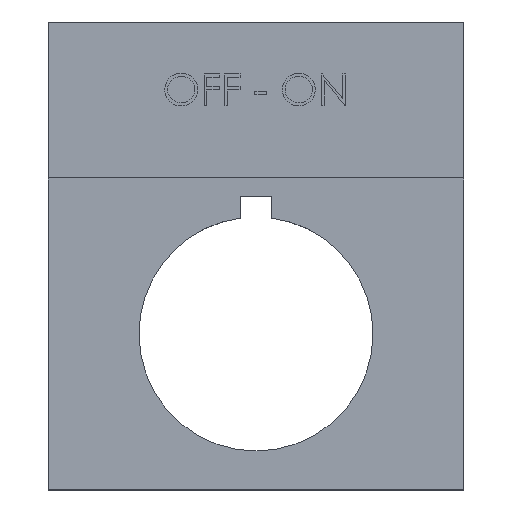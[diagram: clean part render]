
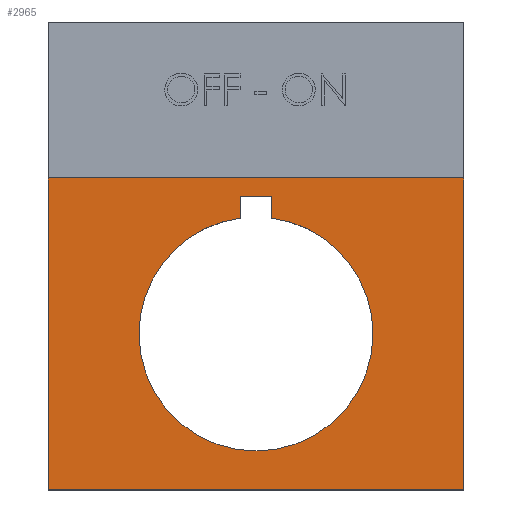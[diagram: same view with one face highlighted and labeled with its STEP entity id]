
A CAD part, top view. The second image highlights one B-rep face of the part: STEP entity #2965.
In plain terms, the highlighted planar face has unit normal (0, 0, 1).
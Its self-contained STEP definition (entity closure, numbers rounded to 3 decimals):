
#38 = PLANE ( 'NONE',  #4085 ) ;
#109 = DIRECTION ( 'NONE',  ( 1., 0., 0. ) ) ;
#138 = LINE ( 'NONE', #3504, #4290 ) ;
#292 = LINE ( 'NONE', #1544, #1849 ) ;
#312 = DIRECTION ( 'NONE',  ( 0., 0., 1. ) ) ;
#357 = AXIS2_PLACEMENT_3D ( 'NONE', #1585, #312, #4311 ) ;
#486 = VERTEX_POINT ( 'NONE', #1334 ) ;
#525 = AXIS2_PLACEMENT_3D ( 'NONE', #4241, #1522, #2224 ) ;
#535 = VERTEX_POINT ( 'NONE', #1767 ) ;
#561 = AXIS2_PLACEMENT_3D ( 'NONE', #2884, #3238, #3249 ) ;
#611 = VECTOR ( 'NONE', #109, 1000. ) ;
#640 = ORIENTED_EDGE ( 'NONE', *, *, #1161, .F. ) ;
#677 = VECTOR ( 'NONE', #3368, 1000. ) ;
#698 = VERTEX_POINT ( 'NONE', #2697 ) ;
#731 = CARTESIAN_POINT ( 'NONE',  ( 0., 0., 0.5 ) ) ;
#814 = ORIENTED_EDGE ( 'NONE', *, *, #2444, .F. ) ;
#840 = CARTESIAN_POINT ( 'NONE',  ( -20., 15., 0.5 ) ) ;
#926 = ORIENTED_EDGE ( 'NONE', *, *, #3907, .F. ) ;
#942 = FACE_OUTER_BOUND ( 'NONE', #2385, .T. ) ;
#971 = EDGE_LOOP ( 'NONE', ( #2814, #4048, #2228, #1529, #926, #2586 ) ) ;
#1098 = CARTESIAN_POINT ( 'NONE',  ( 1.5, 11.15, 0.5 ) ) ;
#1161 = EDGE_CURVE ( 'NONE', #698, #486, #2551, .T. ) ;
#1317 = VECTOR ( 'NONE', #3437, 1000. ) ;
#1334 = CARTESIAN_POINT ( 'NONE',  ( 20., -15., 0.5 ) ) ;
#1381 = LINE ( 'NONE', #1773, #1317 ) ;
#1522 = DIRECTION ( 'NONE',  ( 0., 0., 1. ) ) ;
#1529 = ORIENTED_EDGE ( 'NONE', *, *, #1979, .F. ) ;
#1530 = EDGE_CURVE ( 'NONE', #535, #486, #3104, .T. ) ;
#1544 = CARTESIAN_POINT ( 'NONE',  ( -20., 30., 0.5 ) ) ;
#1585 = CARTESIAN_POINT ( 'NONE',  ( 0., 0., 0.5 ) ) ;
#1617 = CARTESIAN_POINT ( 'NONE',  ( -20., 15., 0.5 ) ) ;
#1631 = VERTEX_POINT ( 'NONE', #1617 ) ;
#1757 = CARTESIAN_POINT ( 'NONE',  ( -20., -15., 0.5 ) ) ;
#1767 = CARTESIAN_POINT ( 'NONE',  ( -20., -15., 0.5 ) ) ;
#1773 = CARTESIAN_POINT ( 'NONE',  ( 1.5, 9.25, 0.5 ) ) ;
#1835 = VECTOR ( 'NONE', #3035, 1000. ) ;
#1849 = VECTOR ( 'NONE', #3906, 1000. ) ;
#1875 = CIRCLE ( 'NONE', #561, 11.25 ) ;
#1882 = CARTESIAN_POINT ( 'NONE',  ( -1.5, 11.15, 0.5 ) ) ;
#1979 = EDGE_CURVE ( 'NONE', #2898, #3150, #4101, .T. ) ;
#2078 = VERTEX_POINT ( 'NONE', #2658 ) ;
#2224 = DIRECTION ( 'NONE',  ( 1., 0., 0. ) ) ;
#2228 = ORIENTED_EDGE ( 'NONE', *, *, #2755, .F. ) ;
#2297 = EDGE_CURVE ( 'NONE', #1631, #535, #292, .T. ) ;
#2298 = CARTESIAN_POINT ( 'NONE',  ( -11.25, 0., 0.5 ) ) ;
#2349 = DIRECTION ( 'NONE',  ( -1., 0., 0. ) ) ;
#2385 = EDGE_LOOP ( 'NONE', ( #640, #814, #3064, #3135 ) ) ;
#2434 = VERTEX_POINT ( 'NONE', #2570 ) ;
#2444 = EDGE_CURVE ( 'NONE', #1631, #698, #3459, .T. ) ;
#2487 = FACE_BOUND ( 'NONE', #971, .T. ) ;
#2512 = EDGE_CURVE ( 'NONE', #2078, #4320, #138, .T. ) ;
#2527 = DIRECTION ( 'NONE',  ( 1., 0., 0. ) ) ;
#2551 = LINE ( 'NONE', #3315, #677 ) ;
#2570 = CARTESIAN_POINT ( 'NONE',  ( 1.5, 13.25, 0.5 ) ) ;
#2586 = ORIENTED_EDGE ( 'NONE', *, *, #2512, .F. ) ;
#2658 = CARTESIAN_POINT ( 'NONE',  ( -1.5, 13.25, 0.5 ) ) ;
#2697 = CARTESIAN_POINT ( 'NONE',  ( 20., 15., 0.5 ) ) ;
#2740 = LINE ( 'NONE', #3359, #1835 ) ;
#2755 = EDGE_CURVE ( 'NONE', #3150, #3793, #2969, .T. ) ;
#2775 = CARTESIAN_POINT ( 'NONE',  ( 11.25, 0., 0.5 ) ) ;
#2814 = ORIENTED_EDGE ( 'NONE', *, *, #3365, .F. ) ;
#2884 = CARTESIAN_POINT ( 'NONE',  ( 0., 0., 0.5 ) ) ;
#2898 = VERTEX_POINT ( 'NONE', #2298 ) ;
#2965 = ADVANCED_FACE ( 'NONE', ( #2487, #942 ), #38, .F. ) ;
#2969 = CIRCLE ( 'NONE', #525, 11.25 ) ;
#3035 = DIRECTION ( 'NONE',  ( -1., 0., 0. ) ) ;
#3064 = ORIENTED_EDGE ( 'NONE', *, *, #2297, .T. ) ;
#3104 = LINE ( 'NONE', #1757, #611 ) ;
#3135 = ORIENTED_EDGE ( 'NONE', *, *, #1530, .T. ) ;
#3150 = VERTEX_POINT ( 'NONE', #2775 ) ;
#3238 = DIRECTION ( 'NONE',  ( 0., 0., 1. ) ) ;
#3249 = DIRECTION ( 'NONE',  ( 1., 0., 0. ) ) ;
#3315 = CARTESIAN_POINT ( 'NONE',  ( 20., 30., 0.5 ) ) ;
#3359 = CARTESIAN_POINT ( 'NONE',  ( -1.5, 13.25, 0.5 ) ) ;
#3365 = EDGE_CURVE ( 'NONE', #2434, #2078, #2740, .T. ) ;
#3368 = DIRECTION ( 'NONE',  ( 0., -1., 0. ) ) ;
#3437 = DIRECTION ( 'NONE',  ( 0., 1., 0. ) ) ;
#3459 = LINE ( 'NONE', #840, #4240 ) ;
#3504 = CARTESIAN_POINT ( 'NONE',  ( -1.5, 9.25, 0.5 ) ) ;
#3793 = VERTEX_POINT ( 'NONE', #1098 ) ;
#3837 = DIRECTION ( 'NONE',  ( 0., -1., 0. ) ) ;
#3906 = DIRECTION ( 'NONE',  ( 0., -1., 0. ) ) ;
#3907 = EDGE_CURVE ( 'NONE', #4320, #2898, #1875, .T. ) ;
#4004 = EDGE_CURVE ( 'NONE', #3793, #2434, #1381, .T. ) ;
#4048 = ORIENTED_EDGE ( 'NONE', *, *, #4004, .F. ) ;
#4085 = AXIS2_PLACEMENT_3D ( 'NONE', #731, #4089, #2349 ) ;
#4089 = DIRECTION ( 'NONE',  ( 0., 0., -1. ) ) ;
#4101 = CIRCLE ( 'NONE', #357, 11.25 ) ;
#4240 = VECTOR ( 'NONE', #2527, 1000. ) ;
#4241 = CARTESIAN_POINT ( 'NONE',  ( 0., 0., 0.5 ) ) ;
#4290 = VECTOR ( 'NONE', #3837, 1000. ) ;
#4311 = DIRECTION ( 'NONE',  ( 1., 0., 0. ) ) ;
#4320 = VERTEX_POINT ( 'NONE', #1882 ) ;
